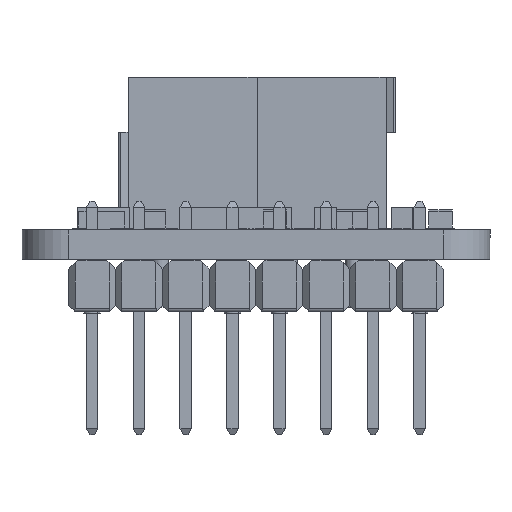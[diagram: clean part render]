
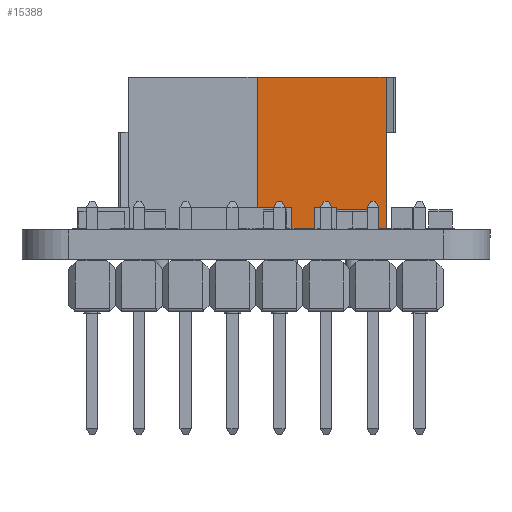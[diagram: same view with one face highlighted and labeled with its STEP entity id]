
A CAD part, front view. The second image highlights one B-rep face of the part: STEP entity #15388.
In plain terms, the highlighted face is planar.
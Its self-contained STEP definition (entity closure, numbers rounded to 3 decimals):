
#1066=FACE_OUTER_BOUND('',#1925,.T.);
#1925=EDGE_LOOP('',(#12619,#12620,#12621,#12622));
#3640=LINE('',#23807,#5499);
#3641=LINE('',#23809,#5500);
#3642=LINE('',#23811,#5501);
#3643=LINE('',#23812,#5502);
#5499=VECTOR('',#19686,1000.);
#5500=VECTOR('',#19687,1000.);
#5501=VECTOR('',#19688,1000.);
#5502=VECTOR('',#19689,1000.);
#6904=VERTEX_POINT('',#23805);
#6905=VERTEX_POINT('',#23806);
#6906=VERTEX_POINT('',#23808);
#6907=VERTEX_POINT('',#23810);
#8842=EDGE_CURVE('',#6904,#6905,#3640,.T.);
#8843=EDGE_CURVE('',#6905,#6906,#3641,.T.);
#8844=EDGE_CURVE('',#6906,#6907,#3642,.F.);
#8845=EDGE_CURVE('',#6907,#6904,#3643,.F.);
#12619=ORIENTED_EDGE('',*,*,#8842,.T.);
#12620=ORIENTED_EDGE('',*,*,#8843,.T.);
#12621=ORIENTED_EDGE('',*,*,#8844,.T.);
#12622=ORIENTED_EDGE('',*,*,#8845,.T.);
#13865=PLANE('',#16343);
#15388=ADVANCED_FACE('',(#1066),#13865,.T.);
#16343=AXIS2_PLACEMENT_3D('',#23804,#19684,#19685);
#19684=DIRECTION('center_axis',(0.,0.,-1.));
#19685=DIRECTION('ref_axis',(-1.,0.,0.));
#19686=DIRECTION('',(-1.,0.,0.));
#19687=DIRECTION('',(0.,1.,0.));
#19688=DIRECTION('',(-1.,0.,0.));
#19689=DIRECTION('',(0.,1.,0.));
#23804=CARTESIAN_POINT('Origin',(-3.5,-2.,-7.));
#23805=CARTESIAN_POINT('',(3.5,-2.,-7.));
#23806=CARTESIAN_POINT('',(-3.5,-2.,-7.));
#23807=CARTESIAN_POINT('',(-3.5,-2.,-7.));
#23808=CARTESIAN_POINT('',(-3.5,6.3,-7.));
#23809=CARTESIAN_POINT('',(-3.5,-2.,-7.));
#23810=CARTESIAN_POINT('',(3.5,6.3,-7.));
#23811=CARTESIAN_POINT('',(-3.5,6.3,-7.));
#23812=CARTESIAN_POINT('',(3.5,-2.,-7.));
